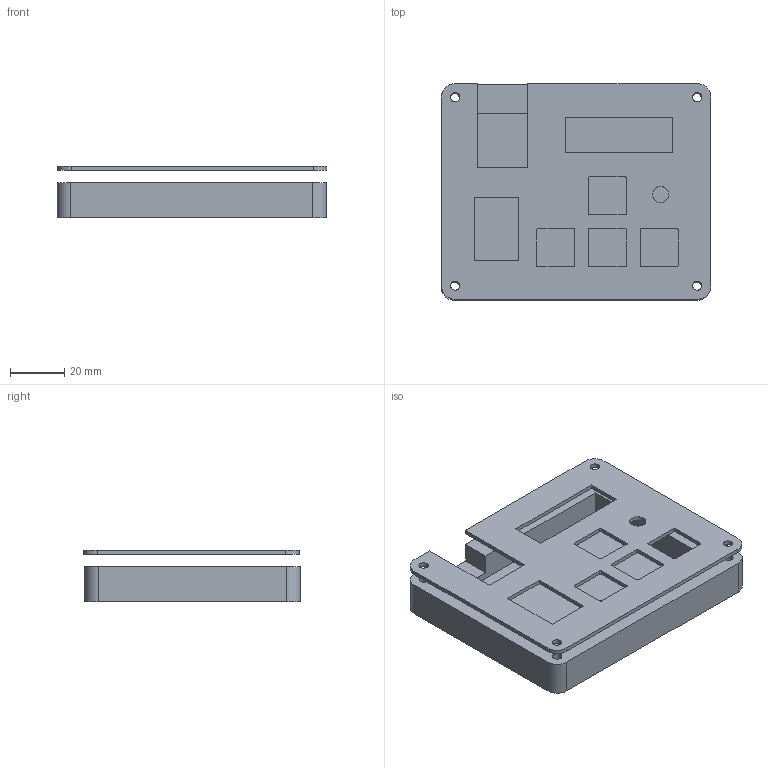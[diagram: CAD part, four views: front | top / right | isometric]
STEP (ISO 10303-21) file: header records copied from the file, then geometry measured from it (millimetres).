
FILE_DESCRIPTION(/* description */ (''),/* implementation_level */ '2;1');
FILE_NAME(/* name */ '3Kxr HackPad v1.1 assembed.step',/* time_stamp */ '2026-01-16T12:36:50+08:00',/* author */ (''),/* organization */ (''),/* preprocessor_version */ 'ST-DEVELOPER v20.1',/* originating_system */ 'Autodesk Translation Framework v14.21.0.0',/* authorisation */ '');
FILE_SCHEMA (('AUTOMOTIVE_DESIGN { 1 0 10303 214 3 1 1 }'));
Length unit declared in the file: millimetre
Products named in the file (1): 3Kxr HackPad v1.1 top case
Bounding box: 99.18 x 79.71 x 19.03 mm (x, y, z)
Volume: 61039.9 mm3; surface area: 35780.3 mm2
Topology: 2 solids, 2 shells, 411 faces, 1146 edges, 764 vertices
Faces by surface type: bspline 192, plane 182, cylinder 37
Full cylindrical faces by diameter (mm): 3.4 x8, 6 x5
Entity records: 14986 total; most frequent: CARTESIAN_POINT 5586, ORIENTED_EDGE 2292, DIRECTION 1276, EDGE_CURVE 1146, VERTEX_POINT 764, LINE 688, VECTOR 688, EDGE_LOOP 466
